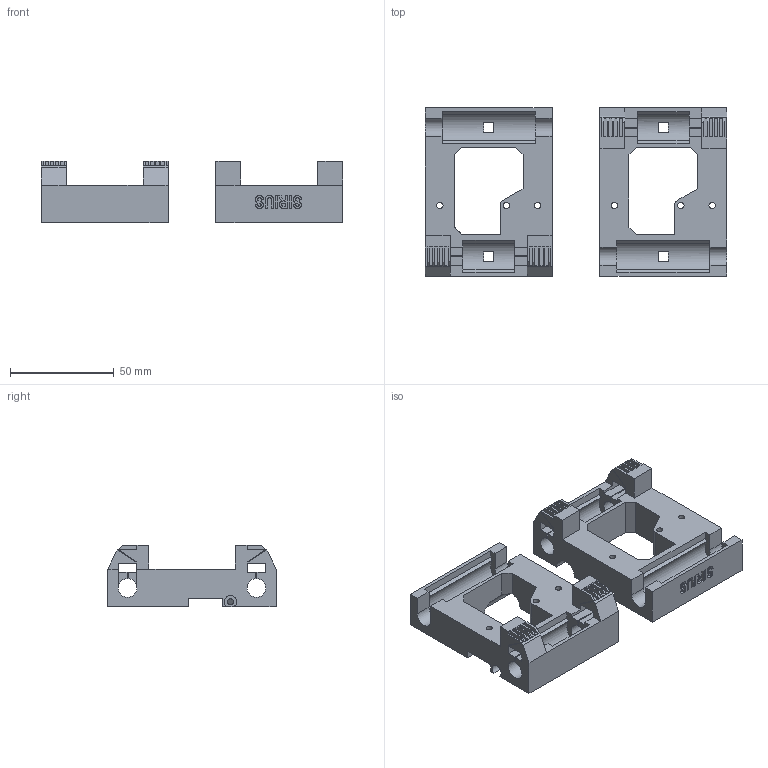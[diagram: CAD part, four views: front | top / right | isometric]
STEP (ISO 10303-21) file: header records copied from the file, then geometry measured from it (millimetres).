
FILE_DESCRIPTION(('FreeCAD Model'),'2;1');
FILE_NAME('carros Sirius10oct.step','2015-10-09T23:59:51',('Author'),(''), 'Open CASCADE STEP processor 6.8','FreeCAD','Unknown');
FILE_SCHEMA(('AUTOMOTIVE_DESIGN_CC2 { 1 2 10303 214 -1 1 5 4 }'));
Length unit declared in the file: millimetre
Products named in the file (3): ASSEMBLY; Fusion; Pocket002
Assembly tree (2 placements, depth 2):
  ASSEMBLY
    Fusion
    Pocket002
Bounding box: 145 x 81 x 29.46 mm (x, y, z)
Volume: 94070.5 mm3; surface area: 43887.2 mm2
Topology: 2 solids, 2 shells, 335 faces, 982 edges, 651 vertices
Faces by surface type: plane 290, cylinder 25, bspline 18, sphere 2
Full cylindrical faces by diameter (mm): 2.9 x1, 3 x6, 9 x5
Entity records: 31122 total; most frequent: CARTESIAN_POINT 12364, DIRECTION 3149, LINE 2295, VECTOR 2295, ORIENTED_EDGE 1960, PCURVE 1960, DEFINITIONAL_REPRESENTATION 1960, EDGE_CURVE 980
